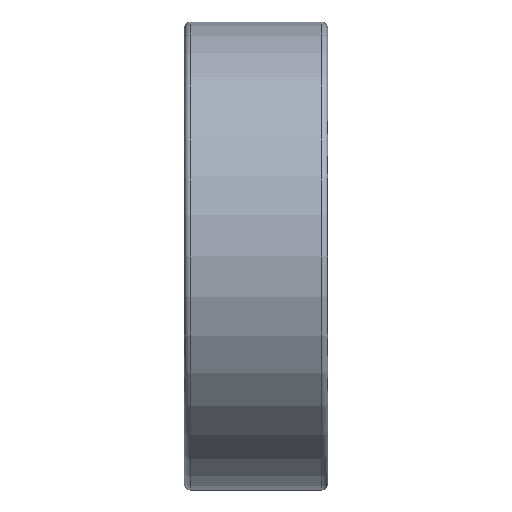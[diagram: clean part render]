
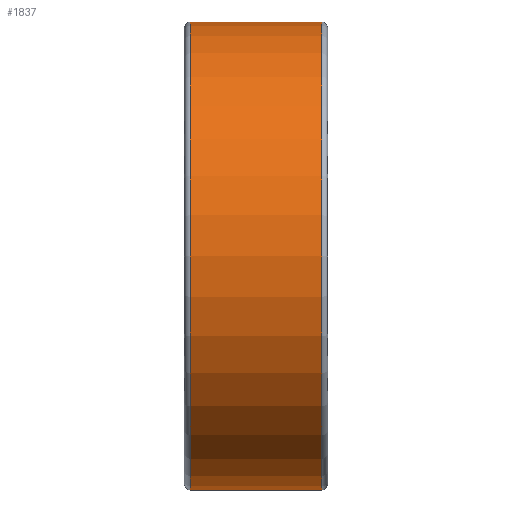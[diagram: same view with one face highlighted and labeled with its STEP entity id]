
A CAD part, front view. The second image highlights one B-rep face of the part: STEP entity #1837.
In plain terms, the highlighted cylindrical face has radius 37.5 mm (diameter 75 mm), a partial arc.
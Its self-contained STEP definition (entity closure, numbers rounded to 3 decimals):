
#38 = CARTESIAN_POINT ( 'NONE',  ( 22., 0., -37.5 ) ) ;
#42 = VECTOR ( 'NONE', #104, 1000. ) ;
#78 = EDGE_CURVE ( 'NONE', #620, #1188, #1629, .T. ) ;
#104 = DIRECTION ( 'NONE',  ( 1., 0., 0. ) ) ;
#161 = ORIENTED_EDGE ( 'NONE', *, *, #840, .T. ) ;
#252 = EDGE_LOOP ( 'NONE', ( #413, #403, #161, #2060 ) ) ;
#403 = ORIENTED_EDGE ( 'NONE', *, *, #1216, .T. ) ;
#413 = ORIENTED_EDGE ( 'NONE', *, *, #78, .F. ) ;
#457 = AXIS2_PLACEMENT_3D ( 'NONE', #1653, #669, #830 ) ;
#520 = VECTOR ( 'NONE', #1018, 1000. ) ;
#620 = VERTEX_POINT ( 'NONE', #2021 ) ;
#624 = CARTESIAN_POINT ( 'NONE',  ( 50., 0., -37.5 ) ) ;
#669 = DIRECTION ( 'NONE',  ( 1., 0., 0. ) ) ;
#697 = DIRECTION ( 'NONE',  ( 1., 0., 0. ) ) ;
#742 = CIRCLE ( 'NONE', #944, 37.5 ) ;
#747 = DIRECTION ( 'NONE',  ( 0., 0., -1. ) ) ;
#762 = CIRCLE ( 'NONE', #1722, 37.5 ) ;
#830 = DIRECTION ( 'NONE',  ( 0., 0., -1. ) ) ;
#840 = EDGE_CURVE ( 'NONE', #2223, #894, #1591, .T. ) ;
#894 = VERTEX_POINT ( 'NONE', #38 ) ;
#944 = AXIS2_PLACEMENT_3D ( 'NONE', #2193, #1078, #1818 ) ;
#1018 = DIRECTION ( 'NONE',  ( 1., 0., 0. ) ) ;
#1073 = CARTESIAN_POINT ( 'NONE',  ( 22., 0., 37.5 ) ) ;
#1078 = DIRECTION ( 'NONE',  ( 1., 0., 0. ) ) ;
#1188 = VERTEX_POINT ( 'NONE', #1073 ) ;
#1216 = EDGE_CURVE ( 'NONE', #620, #2223, #762, .T. ) ;
#1238 = CYLINDRICAL_SURFACE ( 'NONE', #457, 37.5 ) ;
#1591 = LINE ( 'NONE', #624, #520 ) ;
#1629 = LINE ( 'NONE', #1856, #42 ) ;
#1653 = CARTESIAN_POINT ( 'NONE',  ( 50., 0., 0. ) ) ;
#1676 = CARTESIAN_POINT ( 'NONE',  ( 1., 0., -37.5 ) ) ;
#1722 = AXIS2_PLACEMENT_3D ( 'NONE', #2423, #697, #747 ) ;
#1759 = EDGE_CURVE ( 'NONE', #1188, #894, #742, .T. ) ;
#1818 = DIRECTION ( 'NONE',  ( 0., 0., -1. ) ) ;
#1837 = ADVANCED_FACE ( 'NONE', ( #2394 ), #1238, .T. ) ;
#1856 = CARTESIAN_POINT ( 'NONE',  ( 50., 0., 37.5 ) ) ;
#2021 = CARTESIAN_POINT ( 'NONE',  ( 1., 0., 37.5 ) ) ;
#2060 = ORIENTED_EDGE ( 'NONE', *, *, #1759, .F. ) ;
#2193 = CARTESIAN_POINT ( 'NONE',  ( 22., 0., 0. ) ) ;
#2223 = VERTEX_POINT ( 'NONE', #1676 ) ;
#2394 = FACE_OUTER_BOUND ( 'NONE', #252, .T. ) ;
#2423 = CARTESIAN_POINT ( 'NONE',  ( 1., 0., 0. ) ) ;
